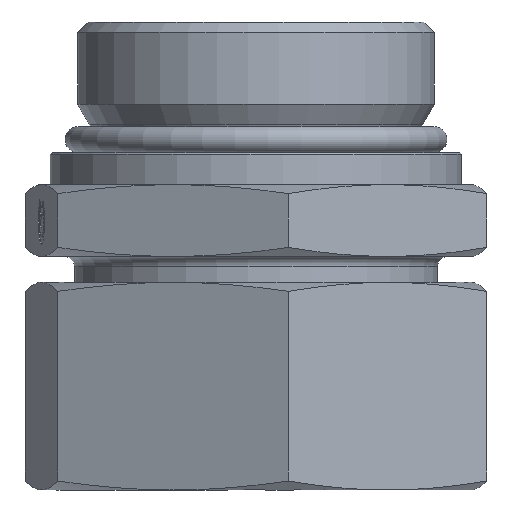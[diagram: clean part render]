
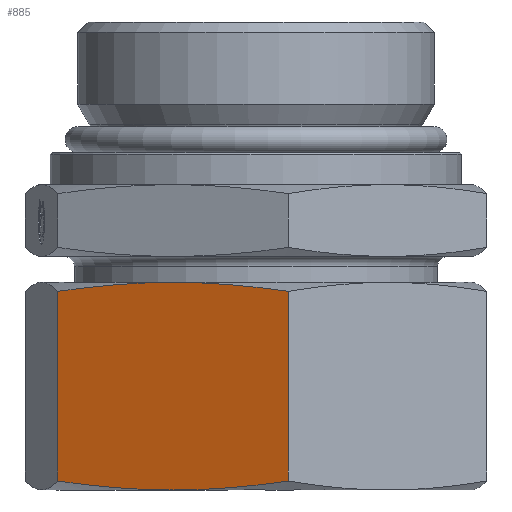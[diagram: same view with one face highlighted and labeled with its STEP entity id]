
A CAD part, front view. The second image highlights one B-rep face of the part: STEP entity #885.
In plain terms, the highlighted face is planar.
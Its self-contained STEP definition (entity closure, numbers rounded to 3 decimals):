
#189=CARTESIAN_POINT('',(-12.5,21.651,24.));
#190=VERTEX_POINT('',#189);
#322=CARTESIAN_POINT('',(-25.0,14.434,22.964));
#323=VERTEX_POINT('',#322);
#324=CARTESIAN_POINT('',(-25.0,14.434,22.964));
#325=CARTESIAN_POINT('',(-18.301,18.301,24.));
#326=CARTESIAN_POINT('',(-12.5,21.651,24.));
#334=(BOUNDED_CURVE()B_SPLINE_CURVE(2,(#324,#325,#326),.UNSPECIFIED.,.F.,.U.)B_SPLINE_CURVE_WITH_KNOTS((3,3),(2.571,4.389),.UNSPECIFIED.)CURVE()GEOMETRIC_REPRESENTATION_ITEM()RATIONAL_B_SPLINE_CURVE((1.109,1.093,1.0))REPRESENTATION_ITEM(''));
#335=EDGE_CURVE('',#323,#190,#334,.T.);
#359=CARTESIAN_POINT('',(0.,28.868,22.964));
#360=VERTEX_POINT('',#359);
#374=CARTESIAN_POINT('',(-12.5,21.651,24.));
#375=CARTESIAN_POINT('',(-6.699,25.,24.0));
#376=CARTESIAN_POINT('',(0.,28.868,22.964));
#384=(BOUNDED_CURVE()B_SPLINE_CURVE(2,(#374,#375,#376),.UNSPECIFIED.,.F.,.U.)B_SPLINE_CURVE_WITH_KNOTS((3,3),(4.389,6.206),.UNSPECIFIED.)CURVE()GEOMETRIC_REPRESENTATION_ITEM()RATIONAL_B_SPLINE_CURVE((1.0,1.093,1.109))REPRESENTATION_ITEM(''));
#385=EDGE_CURVE('',#190,#360,#384,.T.);
#554=CARTESIAN_POINT('',(0.,28.868,1.036));
#555=VERTEX_POINT('',#554);
#556=CARTESIAN_POINT('',(-12.5,21.651,0.0));
#557=VERTEX_POINT('',#556);
#558=CARTESIAN_POINT('',(0.,28.868,1.036));
#559=CARTESIAN_POINT('',(-6.699,25.,0.));
#560=CARTESIAN_POINT('',(-12.5,21.651,0.0));
#568=(BOUNDED_CURVE()B_SPLINE_CURVE(2,(#558,#559,#560),.UNSPECIFIED.,.F.,.U.)B_SPLINE_CURVE_WITH_KNOTS((3,3),(2.571,4.389),.UNSPECIFIED.)CURVE()GEOMETRIC_REPRESENTATION_ITEM()RATIONAL_B_SPLINE_CURVE((1.109,1.093,1.0))REPRESENTATION_ITEM(''));
#569=EDGE_CURVE('',#555,#557,#568,.T.);
#599=CARTESIAN_POINT('',(-25.0,14.434,1.036));
#600=VERTEX_POINT('',#599);
#616=CARTESIAN_POINT('',(-12.5,21.651,0.0));
#617=CARTESIAN_POINT('',(-18.301,18.301,0.));
#618=CARTESIAN_POINT('',(-25.0,14.434,1.036));
#626=(BOUNDED_CURVE()B_SPLINE_CURVE(2,(#616,#617,#618),.UNSPECIFIED.,.F.,.U.)B_SPLINE_CURVE_WITH_KNOTS((3,3),(4.389,6.206),.UNSPECIFIED.)CURVE()GEOMETRIC_REPRESENTATION_ITEM()RATIONAL_B_SPLINE_CURVE((1.0,1.093,1.109))REPRESENTATION_ITEM(''));
#627=EDGE_CURVE('',#557,#600,#626,.T.);
#787=CARTESIAN_POINT('',(0.,28.868,1.036));
#788=DIRECTION('',(0.0,0.0,1.0));
#789=VECTOR('',#788,21.927);
#790=LINE('',#787,#789);
#791=EDGE_CURVE('',#555,#360,#790,.T.);
#859=CARTESIAN_POINT('',(-25.0,14.434,1.036));
#860=DIRECTION('',(0.0,0.0,1.0));
#861=VECTOR('',#860,21.927);
#862=LINE('',#859,#861);
#863=EDGE_CURVE('',#600,#323,#862,.T.);
#872=CARTESIAN_POINT('',(-25.0,14.434,0.0));
#873=DIRECTION('',(-0.5,0.866,0.0));
#874=DIRECTION('',(0.0,0.0,1.0));
#875=AXIS2_PLACEMENT_3D('',#872,#873,#874);
#876=PLANE('',#875);
#877=ORIENTED_EDGE('',*,*,#385,.T.);
#878=ORIENTED_EDGE('',*,*,#791,.F.);
#879=ORIENTED_EDGE('',*,*,#569,.T.);
#880=ORIENTED_EDGE('',*,*,#627,.T.);
#881=ORIENTED_EDGE('',*,*,#863,.T.);
#882=ORIENTED_EDGE('',*,*,#335,.T.);
#883=EDGE_LOOP('',(#877,#878,#879,#880,#881,#882));
#884=FACE_OUTER_BOUND('',#883,.T.);
#885=ADVANCED_FACE('',(#884),#876,.T.);
